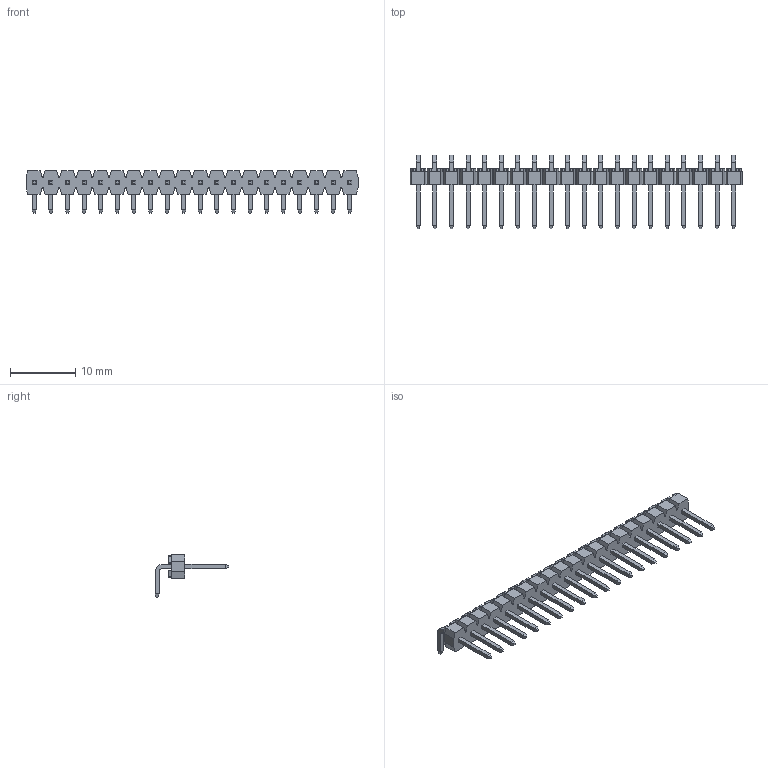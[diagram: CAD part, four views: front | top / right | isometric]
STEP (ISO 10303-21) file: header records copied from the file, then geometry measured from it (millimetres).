
FILE_DESCRIPTION((''),'2;1');
FILE_NAME('901210780','2013-07-17T',('me'),(''),'PRO/ENGINEER BY PARAMETRIC TECHNOLOGY CORPORATION, 2011490','PRO/ENGINEER BY PARAMETRIC TECHNOLOGY CORPORATION, 2011490','');
FILE_SCHEMA(('CONFIG_CONTROL_DESIGN'));
Length unit declared in the file: millimetre
Products named in the file (1): 901210780
Bounding box: 50.8 x 11.32 x 6.5 mm (x, y, z)
Volume: 458.6 mm3; surface area: 1437.4 mm2
Topology: 1 solids, 1 shells, 1322 faces, 3440 edges, 2240 vertices
Faces by surface type: plane 924, cylinder 398
Entity records: 40218 total; most frequent: CARTESIAN_POINT 7002, DIRECTION 6880, ORIENTED_EDGE 6880, EDGE_CURVE 3440, VECTOR 2644, LINE 2644, VERTEX_POINT 2240, AXIS2_PLACEMENT_3D 2118
